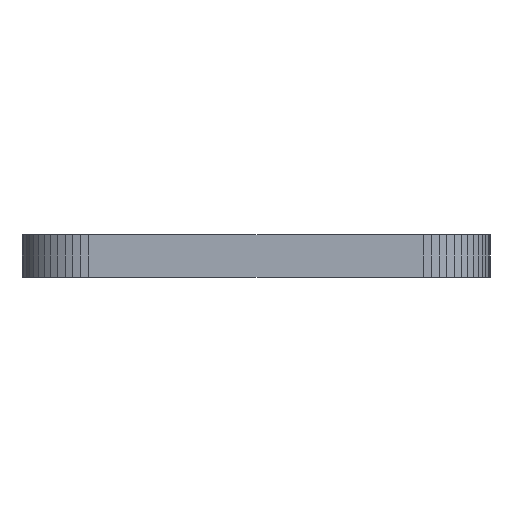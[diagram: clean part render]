
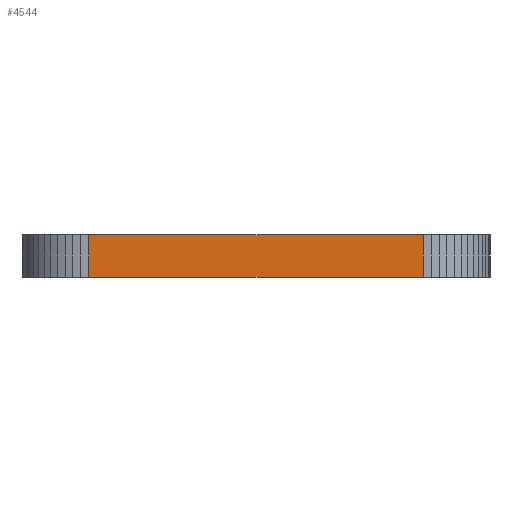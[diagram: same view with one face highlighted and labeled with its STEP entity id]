
A CAD part, left-side view. The second image highlights one B-rep face of the part: STEP entity #4544.
In plain terms, the highlighted planar face has unit normal (-1, 0, 0).
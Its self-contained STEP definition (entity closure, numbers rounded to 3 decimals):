
#90 = PLANE('',#91);
#91 = AXIS2_PLACEMENT_3D('',#92,#93,#94);
#92 = CARTESIAN_POINT('',(148.492,-105.004,1.6));
#93 = DIRECTION('',(-0.,-0.,-1.));
#94 = DIRECTION('',(-1.,0.,0.));
#144 = PLANE('',#145);
#145 = AXIS2_PLACEMENT_3D('',#146,#147,#148);
#146 = CARTESIAN_POINT('',(148.492,-105.004,0.));
#147 = DIRECTION('',(-0.,-0.,-1.));
#148 = DIRECTION('',(-1.,0.,0.));
#1345 = VERTEX_POINT('',#1346);
#1346 = CARTESIAN_POINT('',(135.801,-111.354,0.));
#1360 = PLANE('',#1361);
#1361 = AXIS2_PLACEMENT_3D('',#1362,#1363,#1364);
#1362 = CARTESIAN_POINT('',(135.82,-111.66,0.));
#1363 = DIRECTION('',(-0.998,-0.06,0.));
#1364 = DIRECTION('',(-0.06,0.998,0.));
#1372 = EDGE_CURVE('',#1345,#1373,#1375,.T.);
#1373 = VERTEX_POINT('',#1374);
#1374 = CARTESIAN_POINT('',(135.801,-98.654,0.));
#1375 = SURFACE_CURVE('',#1376,(#1380,#1387),.PCURVE_S1.);
#1376 = LINE('',#1377,#1378);
#1377 = CARTESIAN_POINT('',(135.801,-111.354,0.));
#1378 = VECTOR('',#1379,1.);
#1379 = DIRECTION('',(0.,1.,0.));
#1380 = PCURVE('',#144,#1381);
#1381 = DEFINITIONAL_REPRESENTATION('',(#1382),#1386);
#1382 = LINE('',#1383,#1384);
#1383 = CARTESIAN_POINT('',(12.691,-6.35));
#1384 = VECTOR('',#1385,1.);
#1385 = DIRECTION('',(0.,1.));
#1386 = ( GEOMETRIC_REPRESENTATION_CONTEXT(2) 
PARAMETRIC_REPRESENTATION_CONTEXT() REPRESENTATION_CONTEXT('2D SPACE',''
  ) );
#1387 = PCURVE('',#1388,#1393);
#1388 = PLANE('',#1389);
#1389 = AXIS2_PLACEMENT_3D('',#1390,#1391,#1392);
#1390 = CARTESIAN_POINT('',(135.801,-111.354,0.));
#1391 = DIRECTION('',(-1.,0.,0.));
#1392 = DIRECTION('',(0.,1.,0.));
#1393 = DEFINITIONAL_REPRESENTATION('',(#1394),#1398);
#1394 = LINE('',#1395,#1396);
#1395 = CARTESIAN_POINT('',(0.,0.));
#1396 = VECTOR('',#1397,1.);
#1397 = DIRECTION('',(1.,0.));
#1398 = ( GEOMETRIC_REPRESENTATION_CONTEXT(2) 
PARAMETRIC_REPRESENTATION_CONTEXT() REPRESENTATION_CONTEXT('2D SPACE',''
  ) );
#1416 = PLANE('',#1417);
#1417 = AXIS2_PLACEMENT_3D('',#1418,#1419,#1420);
#1418 = CARTESIAN_POINT('',(135.801,-98.654,0.));
#1419 = DIRECTION('',(-0.998,0.06,0.));
#1420 = DIRECTION('',(0.06,0.998,0.));
#3063 = VERTEX_POINT('',#3064);
#3064 = CARTESIAN_POINT('',(135.801,-111.354,1.6));
#3085 = EDGE_CURVE('',#3063,#3086,#3088,.T.);
#3086 = VERTEX_POINT('',#3087);
#3087 = CARTESIAN_POINT('',(135.801,-98.654,1.6));
#3088 = SURFACE_CURVE('',#3089,(#3093,#3100),.PCURVE_S1.);
#3089 = LINE('',#3090,#3091);
#3090 = CARTESIAN_POINT('',(135.801,-111.354,1.6));
#3091 = VECTOR('',#3092,1.);
#3092 = DIRECTION('',(0.,1.,0.));
#3093 = PCURVE('',#90,#3094);
#3094 = DEFINITIONAL_REPRESENTATION('',(#3095),#3099);
#3095 = LINE('',#3096,#3097);
#3096 = CARTESIAN_POINT('',(12.691,-6.35));
#3097 = VECTOR('',#3098,1.);
#3098 = DIRECTION('',(0.,1.));
#3099 = ( GEOMETRIC_REPRESENTATION_CONTEXT(2) 
PARAMETRIC_REPRESENTATION_CONTEXT() REPRESENTATION_CONTEXT('2D SPACE',''
  ) );
#3100 = PCURVE('',#1388,#3101);
#3101 = DEFINITIONAL_REPRESENTATION('',(#3102),#3106);
#3102 = LINE('',#3103,#3104);
#3103 = CARTESIAN_POINT('',(0.,-1.6));
#3104 = VECTOR('',#3105,1.);
#3105 = DIRECTION('',(1.,0.));
#3106 = ( GEOMETRIC_REPRESENTATION_CONTEXT(2) 
PARAMETRIC_REPRESENTATION_CONTEXT() REPRESENTATION_CONTEXT('2D SPACE',''
  ) );
#4494 = EDGE_CURVE('',#1373,#3086,#4495,.T.);
#4495 = SURFACE_CURVE('',#4496,(#4500,#4507),.PCURVE_S1.);
#4496 = LINE('',#4497,#4498);
#4497 = CARTESIAN_POINT('',(135.801,-98.654,0.));
#4498 = VECTOR('',#4499,1.);
#4499 = DIRECTION('',(0.,0.,1.));
#4500 = PCURVE('',#1416,#4501);
#4501 = DEFINITIONAL_REPRESENTATION('',(#4502),#4506);
#4502 = LINE('',#4503,#4504);
#4503 = CARTESIAN_POINT('',(0.,0.));
#4504 = VECTOR('',#4505,1.);
#4505 = DIRECTION('',(0.,-1.));
#4506 = ( GEOMETRIC_REPRESENTATION_CONTEXT(2) 
PARAMETRIC_REPRESENTATION_CONTEXT() REPRESENTATION_CONTEXT('2D SPACE',''
  ) );
#4507 = PCURVE('',#1388,#4508);
#4508 = DEFINITIONAL_REPRESENTATION('',(#4509),#4513);
#4509 = LINE('',#4510,#4511);
#4510 = CARTESIAN_POINT('',(12.7,0.));
#4511 = VECTOR('',#4512,1.);
#4512 = DIRECTION('',(0.,-1.));
#4513 = ( GEOMETRIC_REPRESENTATION_CONTEXT(2) 
PARAMETRIC_REPRESENTATION_CONTEXT() REPRESENTATION_CONTEXT('2D SPACE',''
  ) );
#4544 = ADVANCED_FACE('',(#4545),#1388,.T.);
#4545 = FACE_BOUND('',#4546,.T.);
#4546 = EDGE_LOOP('',(#4547,#4568,#4569,#4570));
#4547 = ORIENTED_EDGE('',*,*,#4548,.T.);
#4548 = EDGE_CURVE('',#1345,#3063,#4549,.T.);
#4549 = SURFACE_CURVE('',#4550,(#4554,#4561),.PCURVE_S1.);
#4550 = LINE('',#4551,#4552);
#4551 = CARTESIAN_POINT('',(135.801,-111.354,0.));
#4552 = VECTOR('',#4553,1.);
#4553 = DIRECTION('',(0.,0.,1.));
#4554 = PCURVE('',#1388,#4555);
#4555 = DEFINITIONAL_REPRESENTATION('',(#4556),#4560);
#4556 = LINE('',#4557,#4558);
#4557 = CARTESIAN_POINT('',(0.,0.));
#4558 = VECTOR('',#4559,1.);
#4559 = DIRECTION('',(0.,-1.));
#4560 = ( GEOMETRIC_REPRESENTATION_CONTEXT(2) 
PARAMETRIC_REPRESENTATION_CONTEXT() REPRESENTATION_CONTEXT('2D SPACE',''
  ) );
#4561 = PCURVE('',#1360,#4562);
#4562 = DEFINITIONAL_REPRESENTATION('',(#4563),#4567);
#4563 = LINE('',#4564,#4565);
#4564 = CARTESIAN_POINT('',(0.307,0.));
#4565 = VECTOR('',#4566,1.);
#4566 = DIRECTION('',(0.,-1.));
#4567 = ( GEOMETRIC_REPRESENTATION_CONTEXT(2) 
PARAMETRIC_REPRESENTATION_CONTEXT() REPRESENTATION_CONTEXT('2D SPACE',''
  ) );
#4568 = ORIENTED_EDGE('',*,*,#3085,.T.);
#4569 = ORIENTED_EDGE('',*,*,#4494,.F.);
#4570 = ORIENTED_EDGE('',*,*,#1372,.F.);
